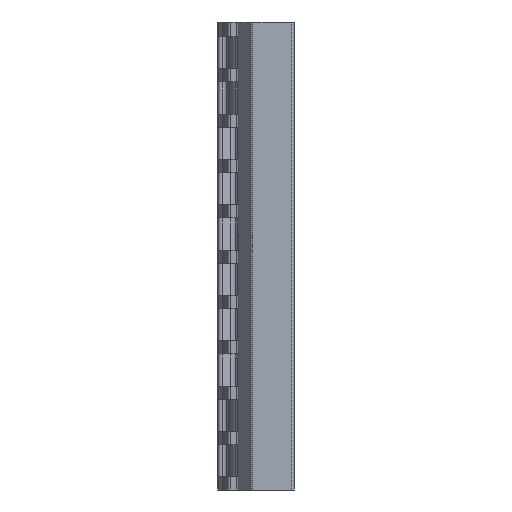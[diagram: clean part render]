
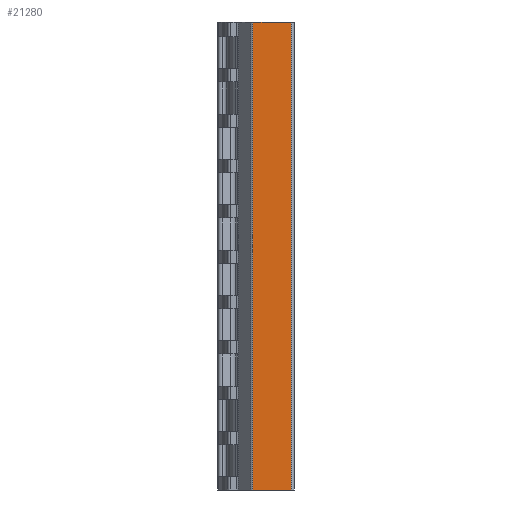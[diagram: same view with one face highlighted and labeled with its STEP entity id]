
A CAD part, front view. The second image highlights one B-rep face of the part: STEP entity #21280.
In plain terms, the highlighted planar face has unit normal (0, -1, 0).
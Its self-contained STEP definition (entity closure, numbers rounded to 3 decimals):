
#1333 = ORIENTED_EDGE ( 'NONE', *, *, #18978, .T. ) ;
#1897 = EDGE_CURVE ( 'NONE', #22417, #33785, #13312, .T. ) ;
#1951 = CARTESIAN_POINT ( 'NONE',  ( 17.362, -3., -40. ) ) ;
#3224 = ORIENTED_EDGE ( 'NONE', *, *, #3452, .T. ) ;
#3452 = EDGE_CURVE ( 'NONE', #22417, #35083, #23772, .T. ) ;
#5036 = VERTEX_POINT ( 'NONE', #1951 ) ;
#5082 = DIRECTION ( 'NONE',  ( -1., 0., 0. ) ) ;
#8361 = VECTOR ( 'NONE', #32167, 1000. ) ;
#8920 = ORIENTED_EDGE ( 'NONE', *, *, #1897, .F. ) ;
#10666 = LINE ( 'NONE', #21369, #16971 ) ;
#11149 = CARTESIAN_POINT ( 'NONE',  ( 17.362, -3., 40. ) ) ;
#12116 = EDGE_LOOP ( 'NONE', ( #23798, #1333, #8920, #3224 ) ) ;
#13312 = LINE ( 'NONE', #24204, #35337 ) ;
#16678 = DIRECTION ( 'NONE',  ( 0., 0., 1. ) ) ;
#16971 = VECTOR ( 'NONE', #32611, 1000. ) ;
#18656 = DIRECTION ( 'NONE',  ( 0., 1., 0. ) ) ;
#18918 = AXIS2_PLACEMENT_3D ( 'NONE', #26689, #18656, #5082 ) ;
#18978 = EDGE_CURVE ( 'NONE', #5036, #33785, #27398, .T. ) ;
#19858 = EDGE_CURVE ( 'NONE', #35083, #5036, #10666, .T. ) ;
#21280 = ADVANCED_FACE ( 'NONE', ( #35084 ), #22045, .F. ) ;
#21369 = CARTESIAN_POINT ( 'NONE',  ( 10.592, -3., -40. ) ) ;
#22045 = PLANE ( 'NONE',  #18918 ) ;
#22151 = CARTESIAN_POINT ( 'NONE',  ( 17.362, -3., 40. ) ) ;
#22417 = VERTEX_POINT ( 'NONE', #25883 ) ;
#23772 = LINE ( 'NONE', #26451, #8361 ) ;
#23798 = ORIENTED_EDGE ( 'NONE', *, *, #19858, .T. ) ;
#24204 = CARTESIAN_POINT ( 'NONE',  ( 10.592, -3., 40. ) ) ;
#25883 = CARTESIAN_POINT ( 'NONE',  ( 10.836, -3., 40. ) ) ;
#26451 = CARTESIAN_POINT ( 'NONE',  ( 10.836, -3., 40. ) ) ;
#26658 = CARTESIAN_POINT ( 'NONE',  ( 10.836, -3., -40. ) ) ;
#26689 = CARTESIAN_POINT ( 'NONE',  ( 10.592, -3., 40. ) ) ;
#27398 = LINE ( 'NONE', #11149, #31185 ) ;
#28845 = DIRECTION ( 'NONE',  ( 1., 0., 0. ) ) ;
#31185 = VECTOR ( 'NONE', #16678, 1000. ) ;
#32167 = DIRECTION ( 'NONE',  ( 0., 0., -1. ) ) ;
#32611 = DIRECTION ( 'NONE',  ( 1., 0., 0. ) ) ;
#33785 = VERTEX_POINT ( 'NONE', #22151 ) ;
#35083 = VERTEX_POINT ( 'NONE', #26658 ) ;
#35084 = FACE_OUTER_BOUND ( 'NONE', #12116, .T. ) ;
#35337 = VECTOR ( 'NONE', #28845, 1000. ) ;
